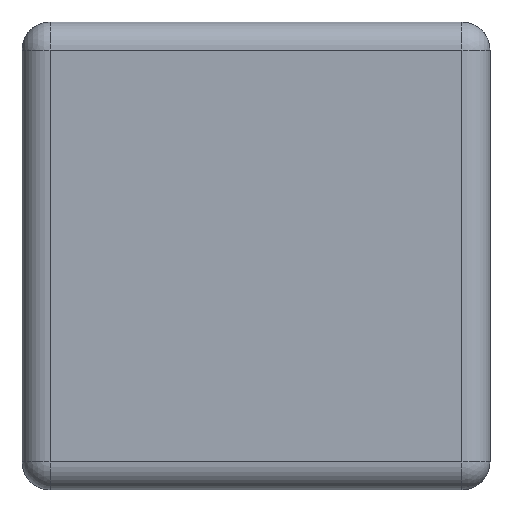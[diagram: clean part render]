
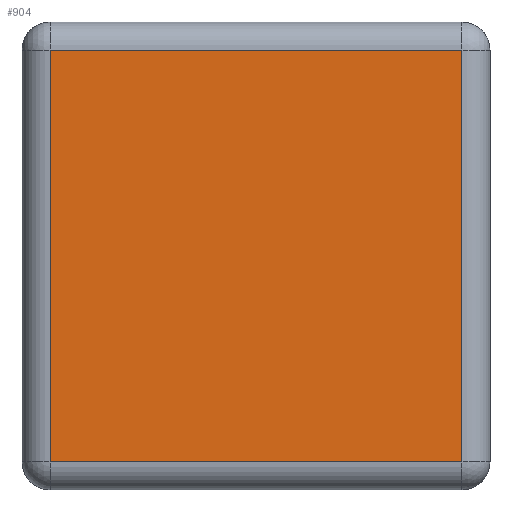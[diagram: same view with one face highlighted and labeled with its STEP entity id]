
A CAD part, left-side view. The second image highlights one B-rep face of the part: STEP entity #904.
In plain terms, the highlighted planar face has unit normal (-1, 0, 0).
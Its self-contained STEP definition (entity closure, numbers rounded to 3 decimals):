
#60 = DIRECTION ( 'NONE',  ( 0., 0., -1. ) ) ;
#64 = EDGE_LOOP ( 'NONE', ( #2358, #2336, #2394, #1181 ) ) ;
#104 = CARTESIAN_POINT ( 'NONE',  ( -0.498, 0.03, 0.22 ) ) ;
#175 = VERTEX_POINT ( 'NONE', #455 ) ;
#211 = FACE_OUTER_BOUND ( 'NONE', #64, .T. ) ;
#221 = DIRECTION ( 'NONE',  ( 1., 0., 0. ) ) ;
#312 = AXIS2_PLACEMENT_3D ( 'NONE', #2293, #221, #60 ) ;
#339 = CARTESIAN_POINT ( 'NONE',  ( -0.498, 0.5, 0.22 ) ) ;
#407 = PLANE ( 'NONE',  #312 ) ;
#426 = EDGE_CURVE ( 'NONE', #175, #578, #2375, .T. ) ;
#448 = VERTEX_POINT ( 'NONE', #104 ) ;
#455 = CARTESIAN_POINT ( 'NONE',  ( -0.498, 0.47, -0.22 ) ) ;
#468 = VECTOR ( 'NONE', #539, 1000. ) ;
#488 = EDGE_CURVE ( 'NONE', #448, #1102, #1070, .T. ) ;
#539 = DIRECTION ( 'NONE',  ( 0., 0., 1. ) ) ;
#578 = VERTEX_POINT ( 'NONE', #2269 ) ;
#584 = DIRECTION ( 'NONE',  ( 0., 1., 0. ) ) ;
#672 = LINE ( 'NONE', #805, #1614 ) ;
#721 = DIRECTION ( 'NONE',  ( 0., -1., 0. ) ) ;
#805 = CARTESIAN_POINT ( 'NONE',  ( -0.498, 0.47, 0.25 ) ) ;
#827 = EDGE_CURVE ( 'NONE', #578, #448, #1654, .T. ) ;
#904 = ADVANCED_FACE ( 'NONE', ( #211 ), #407, .F. ) ;
#1070 = LINE ( 'NONE', #339, #1286 ) ;
#1102 = VERTEX_POINT ( 'NONE', #2052 ) ;
#1181 = ORIENTED_EDGE ( 'NONE', *, *, #488, .T. ) ;
#1286 = VECTOR ( 'NONE', #584, 1000. ) ;
#1399 = VECTOR ( 'NONE', #721, 1000. ) ;
#1614 = VECTOR ( 'NONE', #1788, 1000. ) ;
#1654 = LINE ( 'NONE', #2065, #468 ) ;
#1731 = EDGE_CURVE ( 'NONE', #1102, #175, #672, .T. ) ;
#1788 = DIRECTION ( 'NONE',  ( 0., 0., -1. ) ) ;
#2052 = CARTESIAN_POINT ( 'NONE',  ( -0.498, 0.47, 0.22 ) ) ;
#2065 = CARTESIAN_POINT ( 'NONE',  ( -0.498, 0.03, 0.25 ) ) ;
#2269 = CARTESIAN_POINT ( 'NONE',  ( -0.498, 0.03, -0.22 ) ) ;
#2293 = CARTESIAN_POINT ( 'NONE',  ( -0.498, 0.5, 0.25 ) ) ;
#2336 = ORIENTED_EDGE ( 'NONE', *, *, #426, .T. ) ;
#2358 = ORIENTED_EDGE ( 'NONE', *, *, #1731, .T. ) ;
#2375 = LINE ( 'NONE', #2385, #1399 ) ;
#2385 = CARTESIAN_POINT ( 'NONE',  ( -0.498, 0.5, -0.22 ) ) ;
#2394 = ORIENTED_EDGE ( 'NONE', *, *, #827, .T. ) ;
